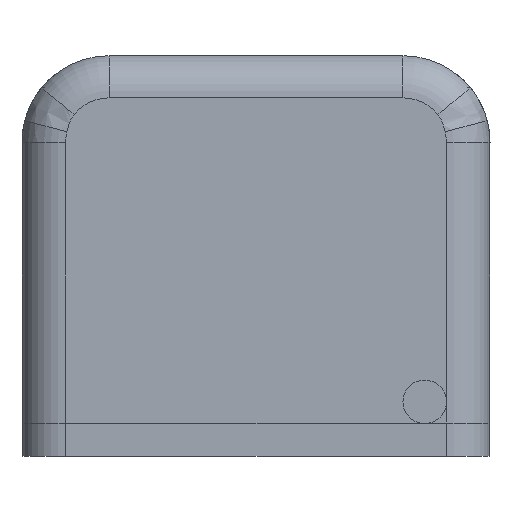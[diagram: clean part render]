
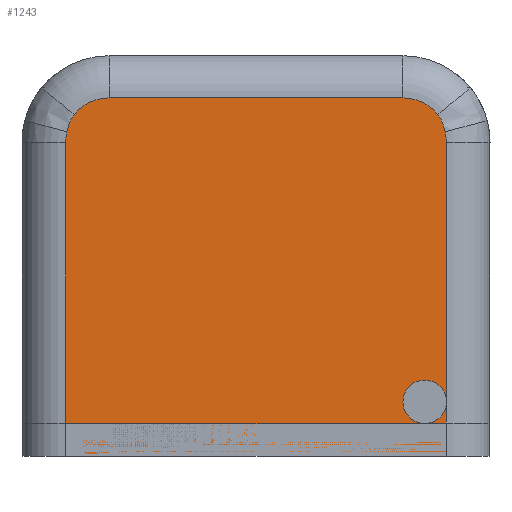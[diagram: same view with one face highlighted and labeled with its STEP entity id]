
A CAD part, left-side view. The second image highlights one B-rep face of the part: STEP entity #1243.
In plain terms, the highlighted planar face has unit normal (-1, 0, 0).
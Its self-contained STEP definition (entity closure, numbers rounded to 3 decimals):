
#31=B_SPLINE_CURVE_WITH_KNOTS('',3,(#1980,#1981,#1982,#1983,#1984,#1985,
#1986),.UNSPECIFIED.,.F.,.F.,(4,1,1,1,4),(0.,0.025,0.049,
0.068,0.086),.UNSPECIFIED.);
#32=B_SPLINE_CURVE_WITH_KNOTS('',3,(#1994,#1995,#1996,#1997,#1998,#1999,
#2000),.UNSPECIFIED.,.F.,.F.,(4,1,1,1,4),(0.973,0.997,
1.022,1.041,1.059),.UNSPECIFIED.);
#76=PLANE('',#1352);
#119=FACE_OUTER_BOUND('',#194,.T.);
#194=EDGE_LOOP('',(#958,#959,#960,#961,#962,#963,#964,#965,#966,#967,#968,
#969,#970));
#291=LINE('',#1971,#397);
#292=LINE('',#1973,#398);
#293=LINE('',#1974,#399);
#294=LINE('',#1976,#400);
#295=LINE('',#1990,#401);
#397=VECTOR('',#1585,10.);
#398=VECTOR('',#1586,10.);
#399=VECTOR('',#1587,10.);
#400=VECTOR('',#1588,10.);
#401=VECTOR('',#1593,2.);
#476=CIRCLE('',#1349,1.);
#477=CIRCLE('',#1350,1.);
#479=CIRCLE('',#1353,2.);
#480=CIRCLE('',#1354,2.064);
#481=CIRCLE('',#1355,2.064);
#482=CIRCLE('',#1356,2.);
#566=VERTEX_POINT('',#1961);
#567=VERTEX_POINT('',#1962);
#569=VERTEX_POINT('',#1969);
#570=VERTEX_POINT('',#1970);
#571=VERTEX_POINT('',#1972);
#572=VERTEX_POINT('',#1975);
#573=VERTEX_POINT('',#1977);
#574=VERTEX_POINT('',#1979);
#575=VERTEX_POINT('',#1987);
#576=VERTEX_POINT('',#1989);
#577=VERTEX_POINT('',#1991);
#578=VERTEX_POINT('',#1993);
#707=EDGE_CURVE('',#566,#567,#476,.T.);
#708=EDGE_CURVE('',#567,#566,#477,.T.);
#711=EDGE_CURVE('',#569,#570,#291,.T.);
#712=EDGE_CURVE('',#569,#571,#292,.T.);
#713=EDGE_CURVE('',#566,#571,#293,.T.);
#714=EDGE_CURVE('',#572,#566,#294,.T.);
#715=EDGE_CURVE('',#573,#572,#479,.T.);
#716=EDGE_CURVE('',#574,#573,#31,.T.);
#717=EDGE_CURVE('',#575,#574,#480,.T.);
#718=EDGE_CURVE('',#576,#575,#295,.T.);
#719=EDGE_CURVE('',#577,#576,#481,.T.);
#720=EDGE_CURVE('',#578,#577,#32,.T.);
#721=EDGE_CURVE('',#570,#578,#482,.T.);
#958=ORIENTED_EDGE('',*,*,#711,.F.);
#959=ORIENTED_EDGE('',*,*,#712,.T.);
#960=ORIENTED_EDGE('',*,*,#713,.F.);
#961=ORIENTED_EDGE('',*,*,#707,.T.);
#962=ORIENTED_EDGE('',*,*,#708,.T.);
#963=ORIENTED_EDGE('',*,*,#714,.F.);
#964=ORIENTED_EDGE('',*,*,#715,.F.);
#965=ORIENTED_EDGE('',*,*,#716,.F.);
#966=ORIENTED_EDGE('',*,*,#717,.F.);
#967=ORIENTED_EDGE('',*,*,#718,.F.);
#968=ORIENTED_EDGE('',*,*,#719,.F.);
#969=ORIENTED_EDGE('',*,*,#720,.F.);
#970=ORIENTED_EDGE('',*,*,#721,.F.);
#1243=ADVANCED_FACE('',(#119),#76,.T.);
#1349=AXIS2_PLACEMENT_3D('',#1963,#1576,#1577);
#1350=AXIS2_PLACEMENT_3D('',#1964,#1578,#1579);
#1352=AXIS2_PLACEMENT_3D('',#1968,#1583,#1584);
#1353=AXIS2_PLACEMENT_3D('',#1978,#1589,#1590);
#1354=AXIS2_PLACEMENT_3D('',#1988,#1591,#1592);
#1355=AXIS2_PLACEMENT_3D('',#1992,#1594,#1595);
#1356=AXIS2_PLACEMENT_3D('',#2001,#1596,#1597);
#1576=DIRECTION('center_axis',(1.,0.,0.));
#1577=DIRECTION('ref_axis',(0.,-1.,0.));
#1578=DIRECTION('center_axis',(1.,0.,0.));
#1579=DIRECTION('ref_axis',(0.,-1.,0.));
#1583=DIRECTION('center_axis',(-1.,0.,0.));
#1584=DIRECTION('ref_axis',(0.,-1.,0.));
#1585=DIRECTION('',(0.,0.,1.));
#1586=DIRECTION('',(0.,-1.,0.));
#1587=DIRECTION('',(0.,0.,-1.));
#1588=DIRECTION('',(0.,0.,-1.));
#1589=DIRECTION('center_axis',(1.,0.,0.));
#1590=DIRECTION('ref_axis',(0.,-0.707,0.707));
#1591=DIRECTION('center_axis',(1.,0.,0.));
#1592=DIRECTION('ref_axis',(0.,0.,-1.));
#1593=DIRECTION('',(0.,-1.,0.));
#1594=DIRECTION('center_axis',(1.,0.,0.));
#1595=DIRECTION('ref_axis',(0.,-0.777,-0.63));
#1596=DIRECTION('center_axis',(1.,0.,0.));
#1597=DIRECTION('ref_axis',(0.,0.707,0.707));
#1961=CARTESIAN_POINT('',(0.,2.,2.5));
#1962=CARTESIAN_POINT('',(0.,4.,2.5));
#1963=CARTESIAN_POINT('Origin',(0.,3.,2.5));
#1964=CARTESIAN_POINT('Origin',(0.,3.,2.5));
#1968=CARTESIAN_POINT('Origin',(0.,21.5,0.));
#1969=CARTESIAN_POINT('',(0.,19.5,0.));
#1970=CARTESIAN_POINT('',(0.,19.5,14.4));
#1971=CARTESIAN_POINT('',(0.,19.5,0.));
#1972=CARTESIAN_POINT('',(0.,2.,0.));
#1973=CARTESIAN_POINT('',(0.,21.5,0.));
#1974=CARTESIAN_POINT('',(0.,2.,0.));
#1975=CARTESIAN_POINT('',(0.,2.,14.4));
#1976=CARTESIAN_POINT('',(0.,2.,0.));
#1977=CARTESIAN_POINT('',(0.,2.066,14.909));
#1978=CARTESIAN_POINT('Origin',(0.,4.,14.4));
#1979=CARTESIAN_POINT('',(0.,2.397,15.699));
#1980=CARTESIAN_POINT('Ctrl Pts',(0.,2.397,
15.699));
#1981=CARTESIAN_POINT('Ctrl Pts',(0.,2.345,
15.636));
#1982=CARTESIAN_POINT('Ctrl Pts',(0.,2.254,
15.497));
#1983=CARTESIAN_POINT('Ctrl Pts',(0.,2.17,
15.284));
#1984=CARTESIAN_POINT('Ctrl Pts',(0.,2.113,
15.088));
#1985=CARTESIAN_POINT('Ctrl Pts',(0.,2.082,
14.969));
#1986=CARTESIAN_POINT('Ctrl Pts',(0.,2.066,14.909));
#1987=CARTESIAN_POINT('',(0.,4.,16.464));
#1988=CARTESIAN_POINT('Origin',(0.,4.,14.4));
#1989=CARTESIAN_POINT('',(0.,17.5,16.464));
#1990=CARTESIAN_POINT('',(0.,5.375,16.464));
#1991=CARTESIAN_POINT('',(0.,19.103,15.699));
#1992=CARTESIAN_POINT('Origin',(0.,17.5,14.4));
#1993=CARTESIAN_POINT('',(0.,19.434,14.909));
#1994=CARTESIAN_POINT('Ctrl Pts',(0.,19.434,
14.909));
#1995=CARTESIAN_POINT('Ctrl Pts',(0.,19.413,
14.989));
#1996=CARTESIAN_POINT('Ctrl Pts',(0.,19.371,
15.149));
#1997=CARTESIAN_POINT('Ctrl Pts',(0.,19.301,
15.366));
#1998=CARTESIAN_POINT('Ctrl Pts',(0.,19.212,
15.55));
#1999=CARTESIAN_POINT('Ctrl Pts',(0.,19.142,
15.652));
#2000=CARTESIAN_POINT('Ctrl Pts',(0.,19.103,
15.699));
#2001=CARTESIAN_POINT('Origin',(0.,17.5,14.4));
